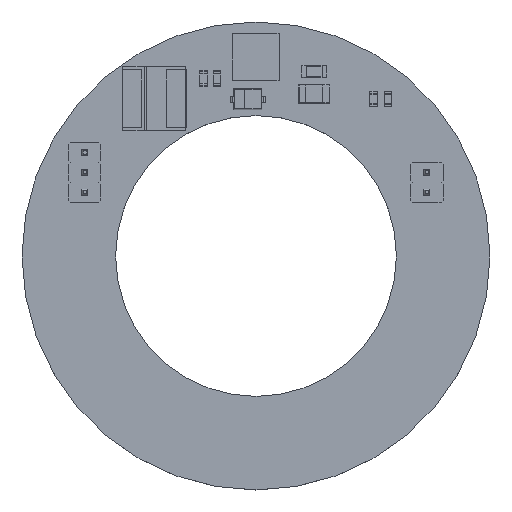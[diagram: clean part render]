
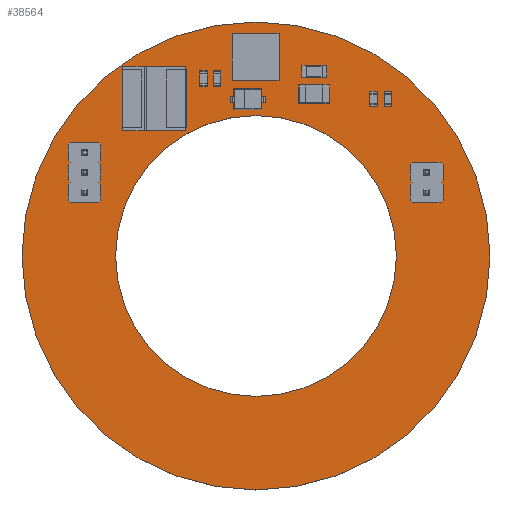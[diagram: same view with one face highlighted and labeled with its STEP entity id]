
A CAD part, top view. The second image highlights one B-rep face of the part: STEP entity #38564.
In plain terms, the highlighted planar face has unit normal (0, 0, 1).
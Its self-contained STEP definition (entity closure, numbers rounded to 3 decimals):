
#38293 = VERTEX_POINT('',#38294);
#38294 = CARTESIAN_POINT('',(15.,0.,1.6));
#38301 = CYLINDRICAL_SURFACE('',#38302,15.);
#38302 = AXIS2_PLACEMENT_3D('',#38303,#38304,#38305);
#38303 = CARTESIAN_POINT('',(0.,0.,0.));
#38304 = DIRECTION('',(0.,0.,-1.));
#38305 = DIRECTION('',(1.,0.,0.));
#38320 = EDGE_CURVE('',#38293,#38293,#38321,.T.);
#38321 = SURFACE_CURVE('',#38322,(#38327,#38334),.PCURVE_S1.);
#38322 = CIRCLE('',#38323,15.);
#38323 = AXIS2_PLACEMENT_3D('',#38324,#38325,#38326);
#38324 = CARTESIAN_POINT('',(0.,0.,1.6));
#38325 = DIRECTION('',(0.,0.,1.));
#38326 = DIRECTION('',(1.,0.,0.));
#38327 = PCURVE('',#38301,#38328);
#38328 = DEFINITIONAL_REPRESENTATION('',(#38329),#38333);
#38329 = LINE('',#38330,#38331);
#38330 = CARTESIAN_POINT('',(0.,-1.6));
#38331 = VECTOR('',#38332,1.);
#38332 = DIRECTION('',(-1.,0.));
#38333 = ( GEOMETRIC_REPRESENTATION_CONTEXT(2) 
PARAMETRIC_REPRESENTATION_CONTEXT() REPRESENTATION_CONTEXT('2D SPACE',''
  ) );
#38334 = PCURVE('',#38335,#38340);
#38335 = PLANE('',#38336);
#38336 = AXIS2_PLACEMENT_3D('',#38337,#38338,#38339);
#38337 = CARTESIAN_POINT('',(0.,0.,1.6
    ));
#38338 = DIRECTION('',(0.,0.,1.));
#38339 = DIRECTION('',(1.,0.,0.));
#38340 = DEFINITIONAL_REPRESENTATION('',(#38341),#38345);
#38341 = CIRCLE('',#38342,15.);
#38342 = AXIS2_PLACEMENT_2D('',#38343,#38344);
#38343 = CARTESIAN_POINT('',(0.,0.));
#38344 = DIRECTION('',(1.,0.));
#38345 = ( GEOMETRIC_REPRESENTATION_CONTEXT(2) 
PARAMETRIC_REPRESENTATION_CONTEXT() REPRESENTATION_CONTEXT('2D SPACE',''
  ) );
#38398 = CYLINDRICAL_SURFACE('',#38399,0.325);
#38399 = AXIS2_PLACEMENT_3D('',#38400,#38401,#38402);
#38400 = CARTESIAN_POINT('',(10.942,4.087,-0.8));
#38401 = DIRECTION('',(0.,0.,1.));
#38402 = DIRECTION('',(1.,0.,0.));
#38429 = CYLINDRICAL_SURFACE('',#38430,0.325);
#38430 = AXIS2_PLACEMENT_3D('',#38431,#38432,#38433);
#38431 = CARTESIAN_POINT('',(10.942,5.357,-0.8));
#38432 = DIRECTION('',(0.,0.,1.));
#38433 = DIRECTION('',(1.,0.,0.));
#38460 = CYLINDRICAL_SURFACE('',#38461,9.);
#38461 = AXIS2_PLACEMENT_3D('',#38462,#38463,#38464);
#38462 = CARTESIAN_POINT('',(0.,0.,0.));
#38463 = DIRECTION('',(0.,0.,-1.));
#38464 = DIRECTION('',(1.,0.,0.));
#38491 = CYLINDRICAL_SURFACE('',#38492,0.325);
#38492 = AXIS2_PLACEMENT_3D('',#38493,#38494,#38495);
#38493 = CARTESIAN_POINT('',(-10.99,4.086,-0.8));
#38494 = DIRECTION('',(0.,0.,1.));
#38495 = DIRECTION('',(1.,0.,0.));
#38522 = CYLINDRICAL_SURFACE('',#38523,0.325);
#38523 = AXIS2_PLACEMENT_3D('',#38524,#38525,#38526);
#38524 = CARTESIAN_POINT('',(-10.99,5.356,-0.8));
#38525 = DIRECTION('',(0.,0.,1.));
#38526 = DIRECTION('',(1.,0.,0.));
#38553 = CYLINDRICAL_SURFACE('',#38554,0.325);
#38554 = AXIS2_PLACEMENT_3D('',#38555,#38556,#38557);
#38555 = CARTESIAN_POINT('',(-10.99,6.626,-0.8));
#38556 = DIRECTION('',(0.,0.,1.));
#38557 = DIRECTION('',(1.,0.,0.));
#38564 = ADVANCED_FACE('',(#38565,#38568,#38594,#38620,#38646,#38672,
    #38698),#38335,.T.);
#38565 = FACE_BOUND('',#38566,.T.);
#38566 = EDGE_LOOP('',(#38567));
#38567 = ORIENTED_EDGE('',*,*,#38320,.T.);
#38568 = FACE_BOUND('',#38569,.T.);
#38569 = EDGE_LOOP('',(#38570));
#38570 = ORIENTED_EDGE('',*,*,#38571,.F.);
#38571 = EDGE_CURVE('',#38572,#38572,#38574,.T.);
#38572 = VERTEX_POINT('',#38573);
#38573 = CARTESIAN_POINT('',(-10.665,4.086,1.6));
#38574 = SURFACE_CURVE('',#38575,(#38580,#38587),.PCURVE_S1.);
#38575 = CIRCLE('',#38576,0.325);
#38576 = AXIS2_PLACEMENT_3D('',#38577,#38578,#38579);
#38577 = CARTESIAN_POINT('',(-10.99,4.086,1.6));
#38578 = DIRECTION('',(0.,0.,1.));
#38579 = DIRECTION('',(1.,0.,0.));
#38580 = PCURVE('',#38335,#38581);
#38581 = DEFINITIONAL_REPRESENTATION('',(#38582),#38586);
#38582 = CIRCLE('',#38583,0.325);
#38583 = AXIS2_PLACEMENT_2D('',#38584,#38585);
#38584 = CARTESIAN_POINT('',(-10.99,4.086));
#38585 = DIRECTION('',(1.,0.));
#38586 = ( GEOMETRIC_REPRESENTATION_CONTEXT(2) 
PARAMETRIC_REPRESENTATION_CONTEXT() REPRESENTATION_CONTEXT('2D SPACE',''
  ) );
#38587 = PCURVE('',#38491,#38588);
#38588 = DEFINITIONAL_REPRESENTATION('',(#38589),#38593);
#38589 = LINE('',#38590,#38591);
#38590 = CARTESIAN_POINT('',(0.,2.4));
#38591 = VECTOR('',#38592,1.);
#38592 = DIRECTION('',(1.,0.));
#38593 = ( GEOMETRIC_REPRESENTATION_CONTEXT(2) 
PARAMETRIC_REPRESENTATION_CONTEXT() REPRESENTATION_CONTEXT('2D SPACE',''
  ) );
#38594 = FACE_BOUND('',#38595,.T.);
#38595 = EDGE_LOOP('',(#38596));
#38596 = ORIENTED_EDGE('',*,*,#38597,.F.);
#38597 = EDGE_CURVE('',#38598,#38598,#38600,.T.);
#38598 = VERTEX_POINT('',#38599);
#38599 = CARTESIAN_POINT('',(-10.665,5.356,1.6));
#38600 = SURFACE_CURVE('',#38601,(#38606,#38613),.PCURVE_S1.);
#38601 = CIRCLE('',#38602,0.325);
#38602 = AXIS2_PLACEMENT_3D('',#38603,#38604,#38605);
#38603 = CARTESIAN_POINT('',(-10.99,5.356,1.6));
#38604 = DIRECTION('',(0.,0.,1.));
#38605 = DIRECTION('',(1.,0.,0.));
#38606 = PCURVE('',#38335,#38607);
#38607 = DEFINITIONAL_REPRESENTATION('',(#38608),#38612);
#38608 = CIRCLE('',#38609,0.325);
#38609 = AXIS2_PLACEMENT_2D('',#38610,#38611);
#38610 = CARTESIAN_POINT('',(-10.99,5.356));
#38611 = DIRECTION('',(1.,0.));
#38612 = ( GEOMETRIC_REPRESENTATION_CONTEXT(2) 
PARAMETRIC_REPRESENTATION_CONTEXT() REPRESENTATION_CONTEXT('2D SPACE',''
  ) );
#38613 = PCURVE('',#38522,#38614);
#38614 = DEFINITIONAL_REPRESENTATION('',(#38615),#38619);
#38615 = LINE('',#38616,#38617);
#38616 = CARTESIAN_POINT('',(0.,2.4));
#38617 = VECTOR('',#38618,1.);
#38618 = DIRECTION('',(1.,0.));
#38619 = ( GEOMETRIC_REPRESENTATION_CONTEXT(2) 
PARAMETRIC_REPRESENTATION_CONTEXT() REPRESENTATION_CONTEXT('2D SPACE',''
  ) );
#38620 = FACE_BOUND('',#38621,.T.);
#38621 = EDGE_LOOP('',(#38622));
#38622 = ORIENTED_EDGE('',*,*,#38623,.F.);
#38623 = EDGE_CURVE('',#38624,#38624,#38626,.T.);
#38624 = VERTEX_POINT('',#38625);
#38625 = CARTESIAN_POINT('',(-10.665,6.626,1.6));
#38626 = SURFACE_CURVE('',#38627,(#38632,#38639),.PCURVE_S1.);
#38627 = CIRCLE('',#38628,0.325);
#38628 = AXIS2_PLACEMENT_3D('',#38629,#38630,#38631);
#38629 = CARTESIAN_POINT('',(-10.99,6.626,1.6));
#38630 = DIRECTION('',(0.,0.,1.));
#38631 = DIRECTION('',(1.,0.,0.));
#38632 = PCURVE('',#38335,#38633);
#38633 = DEFINITIONAL_REPRESENTATION('',(#38634),#38638);
#38634 = CIRCLE('',#38635,0.325);
#38635 = AXIS2_PLACEMENT_2D('',#38636,#38637);
#38636 = CARTESIAN_POINT('',(-10.99,6.626));
#38637 = DIRECTION('',(1.,0.));
#38638 = ( GEOMETRIC_REPRESENTATION_CONTEXT(2) 
PARAMETRIC_REPRESENTATION_CONTEXT() REPRESENTATION_CONTEXT('2D SPACE',''
  ) );
#38639 = PCURVE('',#38553,#38640);
#38640 = DEFINITIONAL_REPRESENTATION('',(#38641),#38645);
#38641 = LINE('',#38642,#38643);
#38642 = CARTESIAN_POINT('',(0.,2.4));
#38643 = VECTOR('',#38644,1.);
#38644 = DIRECTION('',(1.,0.));
#38645 = ( GEOMETRIC_REPRESENTATION_CONTEXT(2) 
PARAMETRIC_REPRESENTATION_CONTEXT() REPRESENTATION_CONTEXT('2D SPACE',''
  ) );
#38646 = FACE_BOUND('',#38647,.T.);
#38647 = EDGE_LOOP('',(#38648));
#38648 = ORIENTED_EDGE('',*,*,#38649,.F.);
#38649 = EDGE_CURVE('',#38650,#38650,#38652,.T.);
#38650 = VERTEX_POINT('',#38651);
#38651 = CARTESIAN_POINT('',(11.267,4.087,1.6));
#38652 = SURFACE_CURVE('',#38653,(#38658,#38665),.PCURVE_S1.);
#38653 = CIRCLE('',#38654,0.325);
#38654 = AXIS2_PLACEMENT_3D('',#38655,#38656,#38657);
#38655 = CARTESIAN_POINT('',(10.942,4.087,1.6));
#38656 = DIRECTION('',(0.,0.,1.));
#38657 = DIRECTION('',(1.,0.,0.));
#38658 = PCURVE('',#38335,#38659);
#38659 = DEFINITIONAL_REPRESENTATION('',(#38660),#38664);
#38660 = CIRCLE('',#38661,0.325);
#38661 = AXIS2_PLACEMENT_2D('',#38662,#38663);
#38662 = CARTESIAN_POINT('',(10.942,4.087));
#38663 = DIRECTION('',(1.,0.));
#38664 = ( GEOMETRIC_REPRESENTATION_CONTEXT(2) 
PARAMETRIC_REPRESENTATION_CONTEXT() REPRESENTATION_CONTEXT('2D SPACE',''
  ) );
#38665 = PCURVE('',#38398,#38666);
#38666 = DEFINITIONAL_REPRESENTATION('',(#38667),#38671);
#38667 = LINE('',#38668,#38669);
#38668 = CARTESIAN_POINT('',(0.,2.4));
#38669 = VECTOR('',#38670,1.);
#38670 = DIRECTION('',(1.,0.));
#38671 = ( GEOMETRIC_REPRESENTATION_CONTEXT(2) 
PARAMETRIC_REPRESENTATION_CONTEXT() REPRESENTATION_CONTEXT('2D SPACE',''
  ) );
#38672 = FACE_BOUND('',#38673,.T.);
#38673 = EDGE_LOOP('',(#38674));
#38674 = ORIENTED_EDGE('',*,*,#38675,.F.);
#38675 = EDGE_CURVE('',#38676,#38676,#38678,.T.);
#38676 = VERTEX_POINT('',#38677);
#38677 = CARTESIAN_POINT('',(11.267,5.357,1.6));
#38678 = SURFACE_CURVE('',#38679,(#38684,#38691),.PCURVE_S1.);
#38679 = CIRCLE('',#38680,0.325);
#38680 = AXIS2_PLACEMENT_3D('',#38681,#38682,#38683);
#38681 = CARTESIAN_POINT('',(10.942,5.357,1.6));
#38682 = DIRECTION('',(0.,0.,1.));
#38683 = DIRECTION('',(1.,0.,0.));
#38684 = PCURVE('',#38335,#38685);
#38685 = DEFINITIONAL_REPRESENTATION('',(#38686),#38690);
#38686 = CIRCLE('',#38687,0.325);
#38687 = AXIS2_PLACEMENT_2D('',#38688,#38689);
#38688 = CARTESIAN_POINT('',(10.942,5.357));
#38689 = DIRECTION('',(1.,0.));
#38690 = ( GEOMETRIC_REPRESENTATION_CONTEXT(2) 
PARAMETRIC_REPRESENTATION_CONTEXT() REPRESENTATION_CONTEXT('2D SPACE',''
  ) );
#38691 = PCURVE('',#38429,#38692);
#38692 = DEFINITIONAL_REPRESENTATION('',(#38693),#38697);
#38693 = LINE('',#38694,#38695);
#38694 = CARTESIAN_POINT('',(0.,2.4));
#38695 = VECTOR('',#38696,1.);
#38696 = DIRECTION('',(1.,0.));
#38697 = ( GEOMETRIC_REPRESENTATION_CONTEXT(2) 
PARAMETRIC_REPRESENTATION_CONTEXT() REPRESENTATION_CONTEXT('2D SPACE',''
  ) );
#38698 = FACE_BOUND('',#38699,.T.);
#38699 = EDGE_LOOP('',(#38700));
#38700 = ORIENTED_EDGE('',*,*,#38701,.F.);
#38701 = EDGE_CURVE('',#38702,#38702,#38704,.T.);
#38702 = VERTEX_POINT('',#38703);
#38703 = CARTESIAN_POINT('',(9.,0.,1.6));
#38704 = SURFACE_CURVE('',#38705,(#38710,#38717),.PCURVE_S1.);
#38705 = CIRCLE('',#38706,9.);
#38706 = AXIS2_PLACEMENT_3D('',#38707,#38708,#38709);
#38707 = CARTESIAN_POINT('',(0.,0.,1.6));
#38708 = DIRECTION('',(0.,0.,1.));
#38709 = DIRECTION('',(1.,0.,0.));
#38710 = PCURVE('',#38335,#38711);
#38711 = DEFINITIONAL_REPRESENTATION('',(#38712),#38716);
#38712 = CIRCLE('',#38713,9.);
#38713 = AXIS2_PLACEMENT_2D('',#38714,#38715);
#38714 = CARTESIAN_POINT('',(0.,0.));
#38715 = DIRECTION('',(1.,0.));
#38716 = ( GEOMETRIC_REPRESENTATION_CONTEXT(2) 
PARAMETRIC_REPRESENTATION_CONTEXT() REPRESENTATION_CONTEXT('2D SPACE',''
  ) );
#38717 = PCURVE('',#38460,#38718);
#38718 = DEFINITIONAL_REPRESENTATION('',(#38719),#38723);
#38719 = LINE('',#38720,#38721);
#38720 = CARTESIAN_POINT('',(0.,-1.6));
#38721 = VECTOR('',#38722,1.);
#38722 = DIRECTION('',(-1.,0.));
#38723 = ( GEOMETRIC_REPRESENTATION_CONTEXT(2) 
PARAMETRIC_REPRESENTATION_CONTEXT() REPRESENTATION_CONTEXT('2D SPACE',''
  ) );
